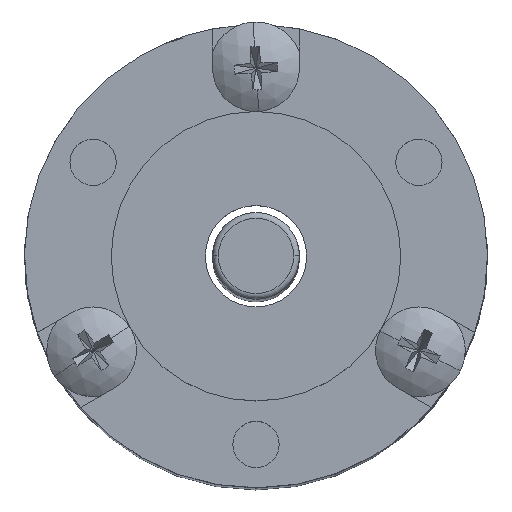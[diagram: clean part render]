
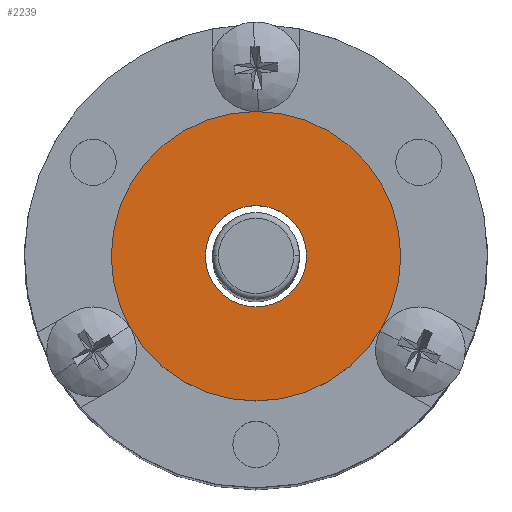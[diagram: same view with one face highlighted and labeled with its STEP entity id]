
A CAD part, top view. The second image highlights one B-rep face of the part: STEP entity #2239.
In plain terms, the highlighted planar face has unit normal (0, 0, 1).
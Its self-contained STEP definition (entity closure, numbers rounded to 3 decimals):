
#43 = CIRCLE ( 'NONE', #5596, 5. ) ;
#157 = EDGE_CURVE ( 'NONE', #6825, #3695, #43, .T. ) ;
#180 = ORIENTED_EDGE ( 'NONE', *, *, #157, .T. ) ;
#218 = EDGE_CURVE ( 'NONE', #3695, #6825, #2364, .T. ) ;
#756 = CARTESIAN_POINT ( 'NONE',  ( -1.75, 0., 6. ) ) ;
#904 = CIRCLE ( 'NONE', #4995, 1.75 ) ;
#1020 = CARTESIAN_POINT ( 'NONE',  ( -5., 0., 6. ) ) ;
#1174 = DIRECTION ( 'NONE',  ( 0., 0., -1. ) ) ;
#1315 = ORIENTED_EDGE ( 'NONE', *, *, #218, .T. ) ;
#1429 = EDGE_LOOP ( 'NONE', ( #1315, #180 ) ) ;
#1570 = CIRCLE ( 'NONE', #6565, 1.75 ) ;
#1660 = EDGE_CURVE ( 'NONE', #4899, #6731, #1570, .T. ) ;
#1759 = ORIENTED_EDGE ( 'NONE', *, *, #1660, .T. ) ;
#1805 = PLANE ( 'NONE',  #5375 ) ;
#1874 = EDGE_CURVE ( 'NONE', #6731, #4899, #904, .T. ) ;
#1878 = CARTESIAN_POINT ( 'NONE',  ( 0., 0., 6. ) ) ;
#1974 = CARTESIAN_POINT ( 'NONE',  ( 5., 0., 6. ) ) ;
#1991 = CARTESIAN_POINT ( 'NONE',  ( 0., 0., 6. ) ) ;
#2119 = CARTESIAN_POINT ( 'NONE',  ( 0., 0., 6. ) ) ;
#2239 = ADVANCED_FACE ( 'NONE', ( #4357, #3275 ), #1805, .T. ) ;
#2339 = DIRECTION ( 'NONE',  ( 1., 0., 0. ) ) ;
#2364 = CIRCLE ( 'NONE', #3637, 5. ) ;
#2636 = DIRECTION ( 'NONE',  ( -1., 0., 0. ) ) ;
#3275 = FACE_OUTER_BOUND ( 'NONE', #1429, .T. ) ;
#3626 = DIRECTION ( 'NONE',  ( 0., 0., 1. ) ) ;
#3637 = AXIS2_PLACEMENT_3D ( 'NONE', #1991, #3626, #6308 ) ;
#3695 = VERTEX_POINT ( 'NONE', #1974 ) ;
#4312 = CARTESIAN_POINT ( 'NONE',  ( 0., 0., 6. ) ) ;
#4357 = FACE_BOUND ( 'NONE', #4470, .T. ) ;
#4470 = EDGE_LOOP ( 'NONE', ( #1759, #5662 ) ) ;
#4492 = DIRECTION ( 'NONE',  ( 0., 0., 1. ) ) ;
#4541 = DIRECTION ( 'NONE',  ( 1., 0., 0. ) ) ;
#4865 = DIRECTION ( 'NONE',  ( -1., 0., 0. ) ) ;
#4899 = VERTEX_POINT ( 'NONE', #756 ) ;
#4995 = AXIS2_PLACEMENT_3D ( 'NONE', #2119, #5820, #2636 ) ;
#5375 = AXIS2_PLACEMENT_3D ( 'NONE', #6017, #5497, #2339 ) ;
#5497 = DIRECTION ( 'NONE',  ( 0., 0., 1. ) ) ;
#5596 = AXIS2_PLACEMENT_3D ( 'NONE', #1878, #4492, #4541 ) ;
#5662 = ORIENTED_EDGE ( 'NONE', *, *, #1874, .T. ) ;
#5820 = DIRECTION ( 'NONE',  ( 0., 0., -1. ) ) ;
#6017 = CARTESIAN_POINT ( 'NONE',  ( 0., 0., 6. ) ) ;
#6308 = DIRECTION ( 'NONE',  ( 1., 0., 0. ) ) ;
#6565 = AXIS2_PLACEMENT_3D ( 'NONE', #4312, #1174, #4865 ) ;
#6731 = VERTEX_POINT ( 'NONE', #6771 ) ;
#6771 = CARTESIAN_POINT ( 'NONE',  ( 1.75, 0., 6. ) ) ;
#6825 = VERTEX_POINT ( 'NONE', #1020 ) ;
